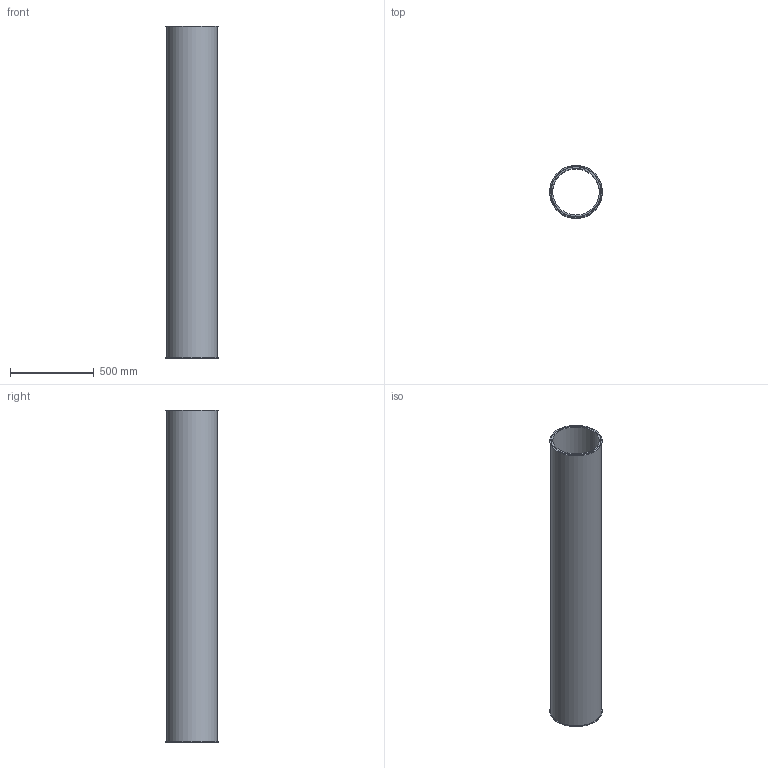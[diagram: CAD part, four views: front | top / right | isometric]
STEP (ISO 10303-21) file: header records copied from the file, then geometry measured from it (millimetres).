
FILE_DESCRIPTION(/* description */ (''),/* implementation_level */ '2;1');
FILE_NAME(/* name */ '4018014015672-APS-Rohr Ø300, L=2m (L=1988).stp',/* time_stamp */ '2014-12-19T10:40:42+01:00',/* author */ ('Moppl'),/* organization */ (''),/* preprocessor_version */ 'ST-DEVELOPER v15.6',/* originating_system */ 'Autodesk Inventor 2015',/* authorisation */ '');
FILE_SCHEMA (('AUTOMOTIVE_DESIGN { 1 0 10303 214 3 1 1 }'));
Length unit declared in the file: millimetre
Products named in the file (3): 4010014015826-Rohr NW300, 2mm, L=2m (L=1988); 4018014015672-Auskleidung; 4018014015672-APS-Rohr Ø300, L=2m (L=1988)
Assembly tree (2 placements, depth 2):
  4018014015672-APS-Rohr Ø300, L=2m (L=1988)
    4010014015826-Rohr NW300, 2mm, L=2m (L=1988)
    4018014015672-Auskleidung
Bounding box: 315 x 315 x 1988 mm (x, y, z)
Volume: 21832535.8 mm3; surface area: 7415063.4 mm2
Topology: 2 solids, 2 shells, 12 faces, 19 edges, 13 vertices
Faces by surface type: cylinder 6, plane 6
Full cylindrical faces by diameter (mm): 279 x1, 299 x2, 303 x1, 315 x2
Entity records: 324 total; most frequent: DIRECTION 58, CARTESIAN_POINT 41, AXIS2_PLACEMENT_3D 29, EDGE_LOOP 24, ORIENTED_EDGE 24, FACE_BOUND 12, FACE_OUTER_BOUND 12, CIRCLE 12
